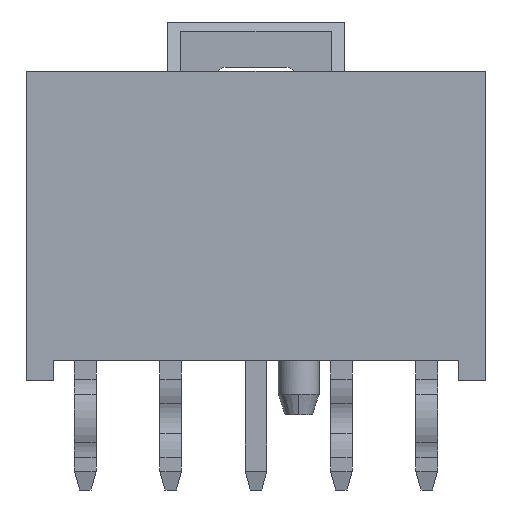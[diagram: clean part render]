
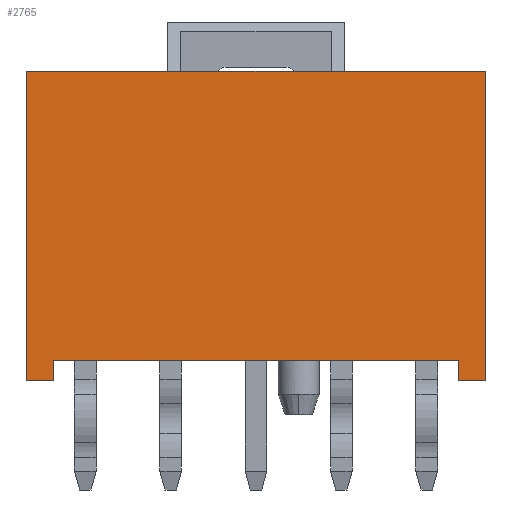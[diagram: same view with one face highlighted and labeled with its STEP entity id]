
A CAD part, front view. The second image highlights one B-rep face of the part: STEP entity #2765.
In plain terms, the highlighted planar face has unit normal (0, -1, 0).
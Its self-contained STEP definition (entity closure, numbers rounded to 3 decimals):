
#1=DIRECTION('',(-1.,0.,0.));
#2=VECTOR('',#1,11.84);
#3=CARTESIAN_POINT('',(5.92,-1.74,-4.23));
#4=LINE('',#3,#2);
#5=DIRECTION('',(0.,0.,-1.));
#6=VECTOR('',#5,0.6);
#7=CARTESIAN_POINT('',(-5.92,-1.74,-4.23));
#8=LINE('',#7,#6);
#9=DIRECTION('',(1.,0.,0.));
#10=VECTOR('',#9,13.44);
#11=CARTESIAN_POINT('',(-6.72,-1.74,4.23));
#12=LINE('',#11,#10);
#13=DIRECTION('',(0.,0.,-1.));
#14=VECTOR('',#13,9.06);
#15=CARTESIAN_POINT('',(6.72,-1.74,4.23));
#16=LINE('',#15,#14);
#1860=DIRECTION('',(0.,0.,-1.));
#1861=VECTOR('',#1860,0.6);
#1862=CARTESIAN_POINT('',(5.92,-1.74,-4.23));
#1863=LINE('',#1862,#1861);
#1880=DIRECTION('',(-1.,0.,0.));
#1881=VECTOR('',#1880,0.8);
#1882=CARTESIAN_POINT('',(6.72,-1.74,-4.83));
#1883=LINE('',#1882,#1881);
#1916=DIRECTION('',(-1.,0.,0.));
#1917=VECTOR('',#1916,0.8);
#1918=CARTESIAN_POINT('',(-5.92,-1.74,-4.83));
#1919=LINE('',#1918,#1917);
#1928=DIRECTION('',(0.,0.,-1.));
#1929=VECTOR('',#1928,9.06);
#1930=CARTESIAN_POINT('',(-6.72,-1.74,4.23));
#1931=LINE('',#1930,#1929);
#2106=CARTESIAN_POINT('',(-6.72,-1.74,4.23));
#2107=CARTESIAN_POINT('',(6.72,-1.74,4.23));
#2108=VERTEX_POINT('',#2106);
#2109=VERTEX_POINT('',#2107);
#2134=CARTESIAN_POINT('',(6.72,-1.74,-4.83));
#2135=CARTESIAN_POINT('',(5.92,-1.74,-4.83));
#2136=VERTEX_POINT('',#2134);
#2137=VERTEX_POINT('',#2135);
#2150=CARTESIAN_POINT('',(-6.72,-1.74,-4.83));
#2152=VERTEX_POINT('',#2150);
#2156=CARTESIAN_POINT('',(-5.92,-1.74,-4.83));
#2157=VERTEX_POINT('',#2156);
#2164=CARTESIAN_POINT('',(5.92,-1.74,-4.23));
#2166=VERTEX_POINT('',#2164);
#2180=CARTESIAN_POINT('',(-5.92,-1.74,-4.23));
#2181=VERTEX_POINT('',#2180);
#2742=CARTESIAN_POINT('',(0.,-1.74,0.));
#2743=DIRECTION('',(0.,1.,0.));
#2744=DIRECTION('',(1.,0.,0.));
#2745=AXIS2_PLACEMENT_3D('',#2742,#2743,#2744);
#2746=PLANE('',#2745);
#2748=ORIENTED_EDGE('',*,*,#2747,.T.);
#2750=ORIENTED_EDGE('',*,*,#2749,.T.);
#2752=ORIENTED_EDGE('',*,*,#2751,.T.);
#2754=ORIENTED_EDGE('',*,*,#2753,.F.);
#2756=ORIENTED_EDGE('',*,*,#2755,.T.);
#2758=ORIENTED_EDGE('',*,*,#2757,.T.);
#2760=ORIENTED_EDGE('',*,*,#2759,.T.);
#2762=ORIENTED_EDGE('',*,*,#2761,.F.);
#2763=EDGE_LOOP('',(#2748,#2750,#2752,#2754,#2756,#2758,#2760,#2762));
#2764=FACE_OUTER_BOUND('',#2763,.F.);
#2765=ADVANCED_FACE('',(#2764),#2746,.F.);
#2747=EDGE_CURVE('',#2166,#2181,#4,.T.);
#2749=EDGE_CURVE('',#2181,#2157,#8,.T.);
#2751=EDGE_CURVE('',#2157,#2152,#1919,.T.);
#2753=EDGE_CURVE('',#2108,#2152,#1931,.T.);
#2755=EDGE_CURVE('',#2108,#2109,#12,.T.);
#2757=EDGE_CURVE('',#2109,#2136,#16,.T.);
#2759=EDGE_CURVE('',#2136,#2137,#1883,.T.);
#2761=EDGE_CURVE('',#2166,#2137,#1863,.T.);
